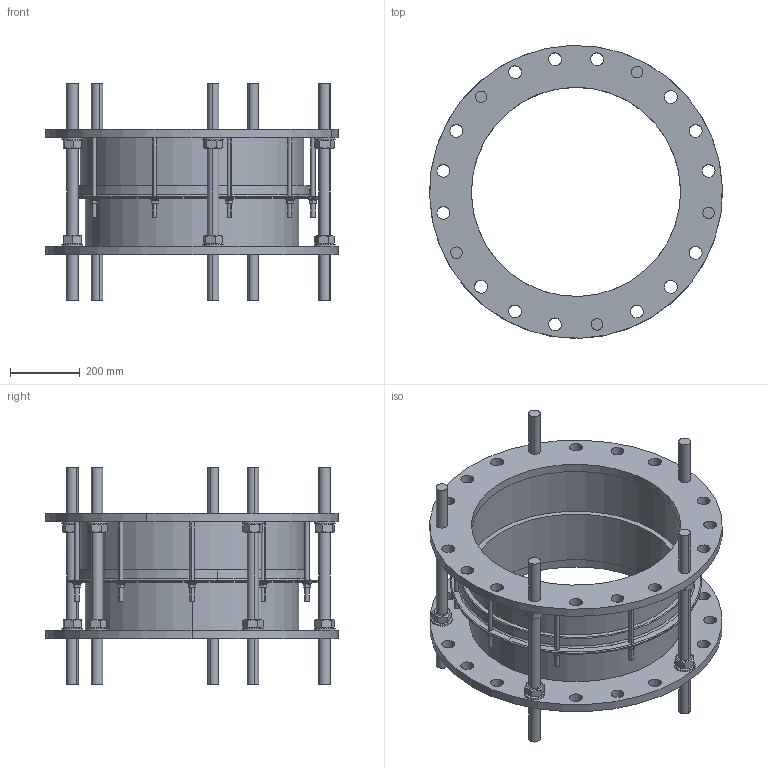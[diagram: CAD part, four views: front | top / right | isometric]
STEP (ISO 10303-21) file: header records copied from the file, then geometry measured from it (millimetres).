
FILE_DESCRIPTION (( 'STEP AP203' ), '1' );
FILE_NAME ('O_265_30_DN600_step.STEP', '2015-06-05T01:37:44', ( '' ), ( '' ), 'SwSTEP 2.0', 'SolidWorks 2012', '' );
FILE_SCHEMA (( 'CONFIG_CONTROL_DESIGN' ));
Length unit declared in the file: millimetre
Products named in the file (1): O_265_30_DN600_step
Bounding box: 840 x 840 x 625 mm (x, y, z)
Volume: 21969979.2 mm3; surface area: 3144969.9 mm2
Topology: 1 solids, 1 shells, 466 faces, 1172 edges, 764 vertices
Faces by surface type: cylinder 188, plane 188, cone 84, torus 6
Entity records: 17423 total; most frequent: CARTESIAN_POINT 6165, ORIENTED_EDGE 2344, DIRECTION 2246, EDGE_CURVE 1172, AXIS2_PLACEMENT_3D 927, VERTEX_POINT 764, EDGE_LOOP 614, ADVANCED_FACE 466
